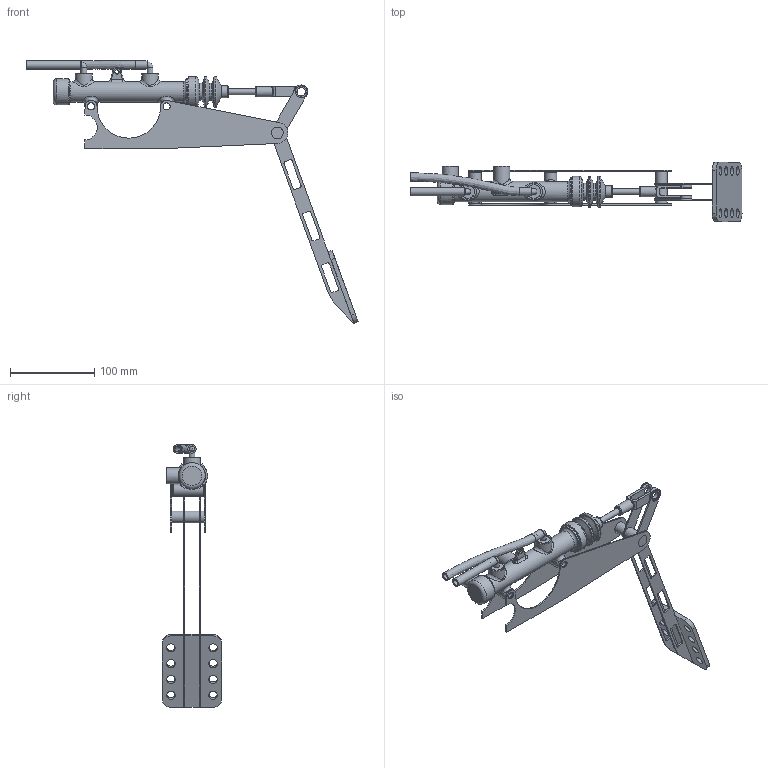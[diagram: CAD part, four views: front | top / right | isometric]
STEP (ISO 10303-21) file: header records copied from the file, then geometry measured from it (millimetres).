
FILE_DESCRIPTION(/* description */ (''),/* implementation_level */ '2;1');
FILE_NAME(/* name */ 'Overhang brake assembly.step',/* time_stamp */ '2025-11-30T23:32:51+05:30',/* author */ (''),/* organization */ (''),/* preprocessor_version */ 'ST-DEVELOPER v20.1',/* originating_system */ 'Autodesk Translation Framework v14.17.0.0',/* authorisation */ '');
FILE_SCHEMA (('AUTOMOTIVE_DESIGN { 1 0 10303 214 3 1 1 }'));
Length unit declared in the file: millimetre
Products named in the file (7): (Unsaved); #14621; Component1; Component2; Overhang Pedal; Component1_1; Component2_1
Assembly tree (7 placements, depth 3):
  (Unsaved)
    #14621
      Component1
      Component2
    Overhang Pedal
    Component1_1  x2
    Component2_1
Bounding box: 393.44 x 70 x 311.13 mm (x, y, z)
Volume: 213494 mm3; surface area: 120946.5 mm2
Topology: 14 solids, 14 shells, 372 faces, 902 edges, 563 vertices
Faces by surface type: cylinder 127, plane 120, bspline 62, cone 43, torus 20
Full cylindrical faces by diameter (mm): 5 x1, 6.843 x3, 7 x6, 8.4 x2, 8.6 x4, 9 x2, 9.9 x2, 10 x10, 12.137 x1, 13.799 x1, 14 x7, 14.5 x2, 15.9 x2, 16 x4, 19 x2, 20 x2, 20.256 x2, 24.25 x1, 31.05 x1, 31.696 x1, 32.671 x1, 36.219 x1, 36.911 x2
Entity records: 14669 total; most frequent: CARTESIAN_POINT 6167, ORIENTED_EDGE 1700, DIRECTION 1688, EDGE_CURVE 850, AXIS2_PLACEMENT_3D 645, VERTEX_POINT 537, EDGE_LOOP 433, LINE 398
